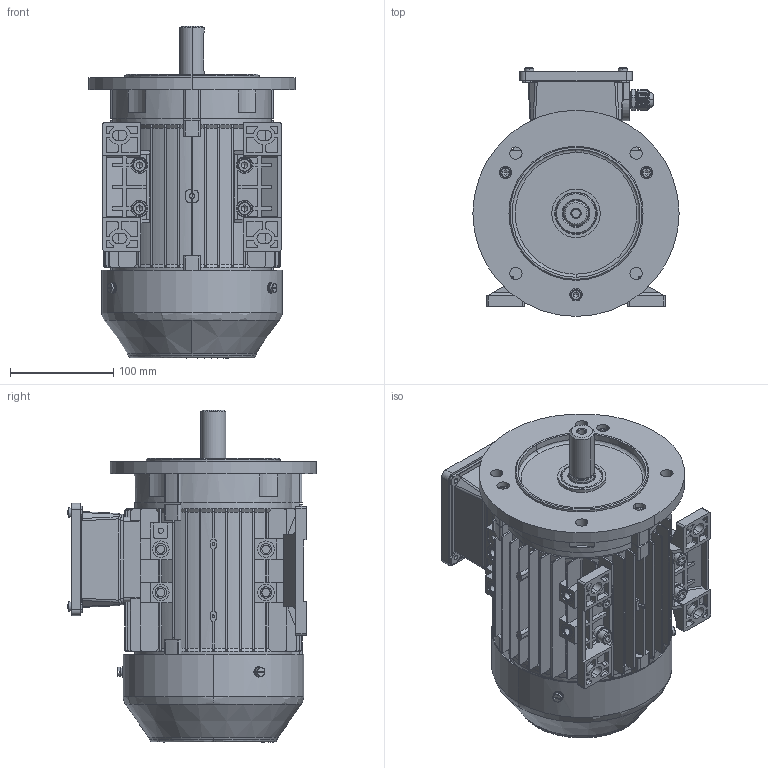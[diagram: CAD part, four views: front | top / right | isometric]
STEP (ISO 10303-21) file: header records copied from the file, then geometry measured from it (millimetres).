
FILE_DESCRIPTION (( 'STEP AP203' ), '1' );
FILE_NAME ('JL3-90S-B35.step', '2018-12-14T09:06:10', ( '' ), ( '' ), 'SwSTEP 2.0', 'SolidWorks 2018', '' );
FILE_SCHEMA (( 'CONFIG_CONTROL_DESIGN' ));
Length unit declared in the file: millimetre
Products named in the file (1): JL3-90S-B35
Bounding box: 200 x 241.42 x 322 mm (x, y, z)
Volume: 1400805.6 mm3; surface area: 814174.8 mm2
Topology: 49 solids, 49 shells, 3703 faces, 10072 edges, 6533 vertices
Faces by surface type: plane 1596, cylinder 1445, bspline 402, cone 252, sphere 8
Entity records: 348302 total; most frequent: CARTESIAN_POINT 256062, ORIENTED_EDGE 20104, DIRECTION 18496, EDGE_CURVE 10052, AXIS2_PLACEMENT_3D 6738, VERTEX_POINT 6533, VECTOR 5020, LINE 5020
